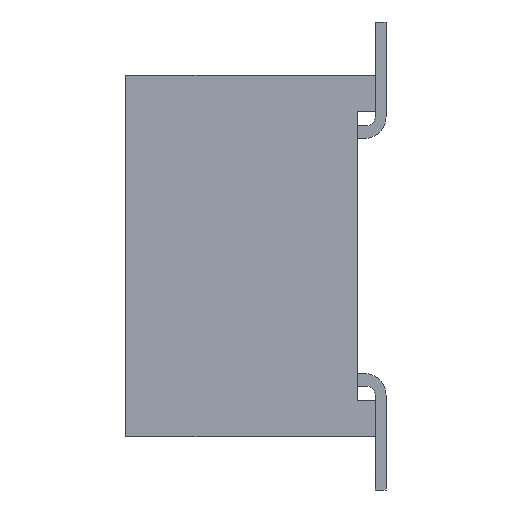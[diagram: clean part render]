
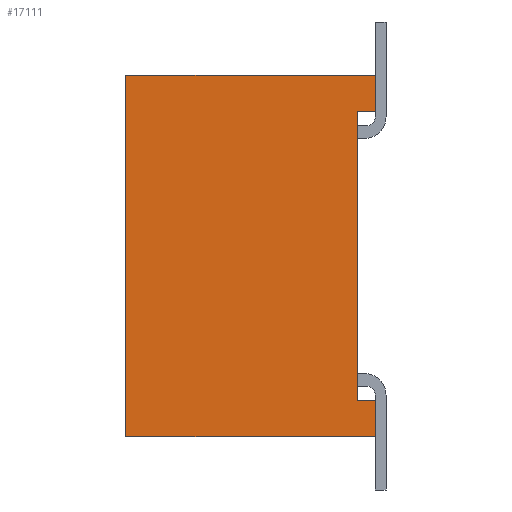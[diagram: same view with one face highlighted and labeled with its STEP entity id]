
A CAD part, left-side view. The second image highlights one B-rep face of the part: STEP entity #17111.
In plain terms, the highlighted planar face has unit normal (-1, 0, 0).
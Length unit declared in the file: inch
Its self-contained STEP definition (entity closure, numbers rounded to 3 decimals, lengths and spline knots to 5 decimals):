
#3931=ORIENTED_EDGE('',*,*,#6895,.T.);
#3932=ORIENTED_EDGE('',*,*,#6896,.T.);
#3933=ORIENTED_EDGE('',*,*,#6897,.F.);
#3934=ORIENTED_EDGE('',*,*,#6898,.F.);
#3935=ORIENTED_EDGE('',*,*,#6899,.T.);
#3936=ORIENTED_EDGE('',*,*,#6900,.T.);
#3937=ORIENTED_EDGE('',*,*,#6901,.T.);
#3938=ORIENTED_EDGE('',*,*,#6902,.T.);
#6895=EDGE_CURVE('',#8647,#8648,#10755,.T.);
#6896=EDGE_CURVE('',#8648,#8649,#10756,.T.);
#6897=EDGE_CURVE('',#8650,#8649,#10757,.T.);
#6898=EDGE_CURVE('',#8651,#8650,#10758,.T.);
#6899=EDGE_CURVE('',#8651,#8652,#10759,.T.);
#6900=EDGE_CURVE('',#8652,#8653,#10760,.T.);
#6901=EDGE_CURVE('',#8653,#8654,#10761,.T.);
#6902=EDGE_CURVE('',#8654,#8647,#10762,.T.);
#8647=VERTEX_POINT('',#26309);
#8648=VERTEX_POINT('',#26310);
#8649=VERTEX_POINT('',#26312);
#8650=VERTEX_POINT('',#26314);
#8651=VERTEX_POINT('',#26316);
#8652=VERTEX_POINT('',#26318);
#8653=VERTEX_POINT('',#26320);
#8654=VERTEX_POINT('',#26322);
#10755=LINE('',#26308,#13047);
#10756=LINE('',#26311,#13048);
#10757=LINE('',#26313,#13049);
#10758=LINE('',#26315,#13050);
#10759=LINE('',#26317,#13051);
#10760=LINE('',#26319,#13052);
#10761=LINE('',#26321,#13053);
#10762=LINE('',#26323,#13054);
#13047=VECTOR('',#21631,39.37008);
#13048=VECTOR('',#21632,39.37008);
#13049=VECTOR('',#21633,39.37008);
#13050=VECTOR('',#21634,39.37008);
#13051=VECTOR('',#21635,39.37008);
#13052=VECTOR('',#21636,39.37008);
#13053=VECTOR('',#21637,39.37008);
#13054=VECTOR('',#21638,39.37008);
#14349=EDGE_LOOP('',(#3931,#3932,#3933,#3934,#3935,#3936,#3937,#3938));
#15373=FACE_BOUND('',#14349,.T.);
#16249=PLANE('',#18120);
#17111=ADVANCED_FACE('',(#15373),#16249,.F.);
#18120=AXIS2_PLACEMENT_3D('',#26307,#21629,#21630);
#21629=DIRECTION('',(1.,0.,0.));
#21630=DIRECTION('',(0.,0.,-1.));
#21631=DIRECTION('',(0.,-1.,0.));
#21632=DIRECTION('',(0.,0.,1.));
#21633=DIRECTION('',(0.,-1.,0.));
#21634=DIRECTION('',(0.,0.,1.));
#21635=DIRECTION('',(0.,-1.,0.));
#21636=DIRECTION('',(0.,0.,1.));
#21637=DIRECTION('',(0.,1.,0.));
#21638=DIRECTION('',(0.,0.,1.));
#26307=CARTESIAN_POINT('',(-0.75,0.138,-0.1));
#26308=CARTESIAN_POINT('',(-0.75,0.01,0.08));
#26309=CARTESIAN_POINT('',(-0.75,0.01,0.08));
#26310=CARTESIAN_POINT('',(-0.75,0.,0.08));
#26311=CARTESIAN_POINT('',(-0.75,0.,-0.1));
#26312=CARTESIAN_POINT('',(-0.75,0.,0.1));
#26313=CARTESIAN_POINT('',(-0.75,0.138,0.1));
#26314=CARTESIAN_POINT('',(-0.75,0.138,0.1));
#26315=CARTESIAN_POINT('',(-0.75,0.138,-0.1));
#26316=CARTESIAN_POINT('',(-0.75,0.138,-0.1));
#26317=CARTESIAN_POINT('',(-0.75,0.138,-0.1));
#26318=CARTESIAN_POINT('',(-0.75,0.,-0.1));
#26319=CARTESIAN_POINT('',(-0.75,0.,-0.1));
#26320=CARTESIAN_POINT('',(-0.75,0.,-0.08));
#26321=CARTESIAN_POINT('',(-0.75,0.,-0.08));
#26322=CARTESIAN_POINT('',(-0.75,0.01,-0.08));
#26323=CARTESIAN_POINT('',(-0.75,0.01,-0.08));
